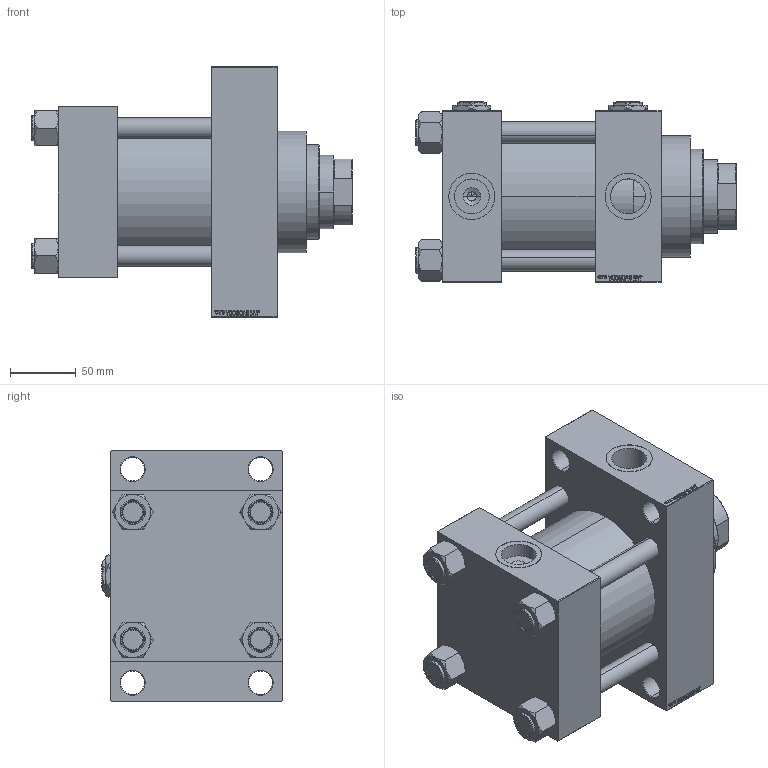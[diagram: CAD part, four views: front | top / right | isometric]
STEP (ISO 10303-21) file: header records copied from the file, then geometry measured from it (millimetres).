
FILE_DESCRIPTION (( 'STEP AP203' ), '1' );
FILE_NAME ('3e0d.STEP', '2025-03-24T12:08:01', ( '' ), ( '' ), 'SwSTEP 2.0', 'SolidWorks 2019', '' );
FILE_SCHEMA (( 'CONFIG_CONTROL_DESIGN' ));
Length unit declared in the file: millimetre
Products named in the file (7): NUT_M5_D 11c7d5ac71a42261b271e27a0defcc15; V215CR_D_TYCINKA 11c7d5ac71a42261b271e27a0defcc15; V215_VC_A 11c7d5ac71a42261b271e27a0defcc15; V215CR_D_Body 11c7d5ac71a42261b271e27a0defcc15; V215CR_VCP_D 11c7d5ac71a42261b271e27a0defcc15; Zatka_pro_OIL_PORT 11c7d5ac71a42261b271e27a0defcc15; 3e0d
Assembly tree (13 placements, depth 2):
  3e0d
    V215CR_D_Body 11c7d5ac71a42261b271e27a0defcc15
    V215CR_VCP_D 11c7d5ac71a42261b271e27a0defcc15
    NUT_M5_D 11c7d5ac71a42261b271e27a0defcc15  x4
    V215CR_D_TYCINKA 11c7d5ac71a42261b271e27a0defcc15  x4
    V215_VC_A 11c7d5ac71a42261b271e27a0defcc15
    Zatka_pro_OIL_PORT 11c7d5ac71a42261b271e27a0defcc15  x2
Bounding box: 243 x 137 x 190 mm (x, y, z)
Volume: 2613714.4 mm3; surface area: 369281.5 mm2
Topology: 13 solids, 13 shells, 1252 faces, 3146 edges, 2036 vertices
Faces by surface type: plane 593, bspline 368, cone 184, cylinder 99, torus 8
Entity records: 49885 total; most frequent: CARTESIAN_POINT 25917, ORIENTED_EDGE 5364, DIRECTION 3528, EDGE_CURVE 2682, VERTEX_POINT 1756, LINE 1570, VECTOR 1570, EDGE_LOOP 1192
